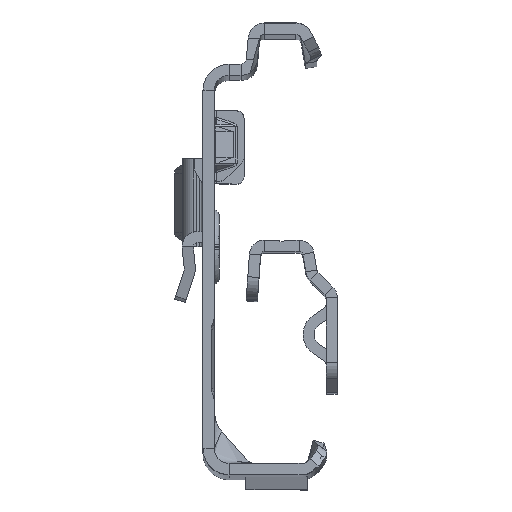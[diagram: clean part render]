
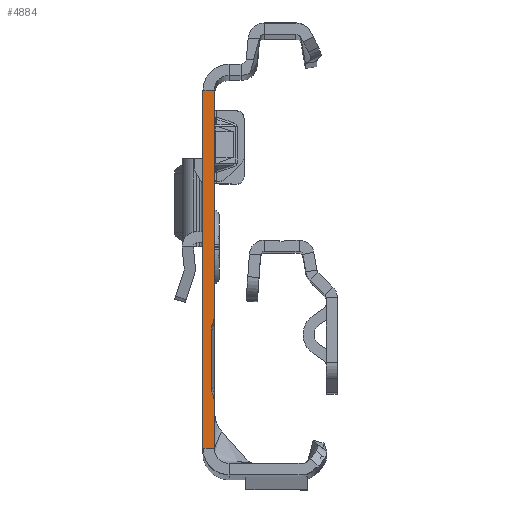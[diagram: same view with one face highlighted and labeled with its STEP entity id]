
A CAD part, top view. The second image highlights one B-rep face of the part: STEP entity #4884.
In plain terms, the highlighted planar face has unit normal (0, 0, 1).
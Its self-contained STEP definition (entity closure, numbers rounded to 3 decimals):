
#160 = VECTOR ( 'NONE', #733, 1000. ) ;
#733 = DIRECTION ( 'NONE',  ( -1., 0., 0. ) ) ;
#823 = CARTESIAN_POINT ( 'NONE',  ( -0.306, -9.443, 0. ) ) ;
#1213 = LINE ( 'NONE', #15762, #14371 ) ;
#1829 = AXIS2_PLACEMENT_3D ( 'NONE', #22119, #20069, #9719 ) ;
#2132 = VERTEX_POINT ( 'NONE', #2901 ) ;
#2235 = CARTESIAN_POINT ( 'NONE',  ( -0.234, -18.442, 0. ) ) ;
#2277 = AXIS2_PLACEMENT_3D ( 'NONE', #23318, #4676, #12985 ) ;
#2323 = CARTESIAN_POINT ( 'NONE',  ( 0., 22.135, 0. ) ) ;
#2339 = DIRECTION ( 'NONE',  ( 0., 0., -1. ) ) ;
#2426 = ORIENTED_EDGE ( 'NONE', *, *, #18898, .T. ) ;
#2449 = LINE ( 'NONE', #8571, #7634 ) ;
#2451 = VERTEX_POINT ( 'NONE', #2323 ) ;
#2612 = ORIENTED_EDGE ( 'NONE', *, *, #18091, .F. ) ;
#2688 = AXIS2_PLACEMENT_3D ( 'NONE', #4376, #2339, #10638 ) ;
#2808 = VECTOR ( 'NONE', #25376, 1000. ) ;
#2901 = CARTESIAN_POINT ( 'NONE',  ( 0., -8.231, 0. ) ) ;
#2910 = VERTEX_POINT ( 'NONE', #17670 ) ;
#3212 = CARTESIAN_POINT ( 'NONE',  ( -1.5, -25.865, 0. ) ) ;
#3251 = DIRECTION ( 'NONE',  ( 0., -1., 0. ) ) ;
#3927 = LINE ( 'NONE', #6728, #2808 ) ;
#4376 = CARTESIAN_POINT ( 'NONE',  ( -2.5, -19.499, 0. ) ) ;
#4545 = LINE ( 'NONE', #2235, #15345 ) ;
#4676 = DIRECTION ( 'NONE',  ( 0., 0., 1. ) ) ;
#4871 = CIRCLE ( 'NONE', #2277, 1. ) ;
#4884 = ADVANCED_FACE ( 'NONE', ( #17509 ), #19540, .T. ) ;
#4927 = VERTEX_POINT ( 'NONE', #26478 ) ;
#5079 = ORIENTED_EDGE ( 'NONE', *, *, #18130, .F. ) ;
#5081 = VERTEX_POINT ( 'NONE', #3212 ) ;
#5243 = EDGE_CURVE ( 'NONE', #13090, #4927, #4871, .T. ) ;
#5280 = CARTESIAN_POINT ( 'NONE',  ( -0.234, -9.288, 0. ) ) ;
#5751 = CIRCLE ( 'NONE', #2688, 2.5 ) ;
#6087 = VERTEX_POINT ( 'NONE', #14363 ) ;
#6197 = AXIS2_PLACEMENT_3D ( 'NONE', #7291, #23890, #15175 ) ;
#6414 = EDGE_CURVE ( 'NONE', #23276, #7364, #26155, .T. ) ;
#6452 = CARTESIAN_POINT ( 'NONE',  ( 0., -19.499, 0. ) ) ;
#6680 = DIRECTION ( 'NONE',  ( 0., 0., -1. ) ) ;
#6728 = CARTESIAN_POINT ( 'NONE',  ( -0.4, -9.865, 0. ) ) ;
#7291 = CARTESIAN_POINT ( 'NONE',  ( -1.5, 24.135, 0. ) ) ;
#7364 = VERTEX_POINT ( 'NONE', #21844 ) ;
#7634 = VECTOR ( 'NONE', #12669, 1000. ) ;
#7763 = ORIENTED_EDGE ( 'NONE', *, *, #23181, .F. ) ;
#7931 = AXIS2_PLACEMENT_3D ( 'NONE', #8983, #6680, #10764 ) ;
#7952 = EDGE_CURVE ( 'NONE', #7364, #6087, #4545, .T. ) ;
#8571 = CARTESIAN_POINT ( 'NONE',  ( 0., 24.135, 0. ) ) ;
#8983 = CARTESIAN_POINT ( 'NONE',  ( -2.5, -8.231, 0. ) ) ;
#9149 = EDGE_CURVE ( 'NONE', #4927, #23276, #3927, .T. ) ;
#9467 = VECTOR ( 'NONE', #25546, 1000. ) ;
#9546 = DIRECTION ( 'NONE',  ( 0., -1., 0. ) ) ;
#9719 = DIRECTION ( 'NONE',  ( 1., 0., 0. ) ) ;
#10563 = CARTESIAN_POINT ( 'NONE',  ( 0., 22.135, 0. ) ) ;
#10638 = DIRECTION ( 'NONE',  ( 1., 0., 0. ) ) ;
#10764 = DIRECTION ( 'NONE',  ( -1., 0., 0. ) ) ;
#10990 = LINE ( 'NONE', #19297, #9467 ) ;
#11799 = EDGE_LOOP ( 'NONE', ( #2612, #25254, #2426, #15131, #18204, #7763, #5079, #13368, #26403, #14193, #21981, #20700 ) ) ;
#11872 = CARTESIAN_POINT ( 'NONE',  ( 0., 24.135, 0. ) ) ;
#12669 = DIRECTION ( 'NONE',  ( 0., -1., 0. ) ) ;
#12749 = EDGE_CURVE ( 'NONE', #2451, #2132, #26432, .T. ) ;
#12985 = DIRECTION ( 'NONE',  ( -1., 0., 0. ) ) ;
#13090 = VERTEX_POINT ( 'NONE', #823 ) ;
#13368 = ORIENTED_EDGE ( 'NONE', *, *, #7952, .F. ) ;
#13547 = EDGE_CURVE ( 'NONE', #24596, #13090, #10990, .T. ) ;
#14193 = ORIENTED_EDGE ( 'NONE', *, *, #9149, .F. ) ;
#14363 = CARTESIAN_POINT ( 'NONE',  ( -0.234, -18.442, 0. ) ) ;
#14371 = VECTOR ( 'NONE', #3251, 1000. ) ;
#14905 = DIRECTION ( 'NONE',  ( -1., 0., 0. ) ) ;
#15131 = ORIENTED_EDGE ( 'NONE', *, *, #16808, .T. ) ;
#15175 = DIRECTION ( 'NONE',  ( 0., -1., 0. ) ) ;
#15345 = VECTOR ( 'NONE', #22927, 1000. ) ;
#15762 = CARTESIAN_POINT ( 'NONE',  ( -1.5, 24.135, 0. ) ) ;
#16273 = CARTESIAN_POINT ( 'NONE',  ( 0., -25.865, 0. ) ) ;
#16808 = EDGE_CURVE ( 'NONE', #17495, #5081, #1213, .T. ) ;
#17495 = VERTEX_POINT ( 'NONE', #24878 ) ;
#17509 = FACE_OUTER_BOUND ( 'NONE', #11799, .T. ) ;
#17670 = CARTESIAN_POINT ( 'NONE',  ( 0., -25.865, 0. ) ) ;
#17959 = VECTOR ( 'NONE', #14905, 1000. ) ;
#18091 = EDGE_CURVE ( 'NONE', #2132, #24596, #18784, .T. ) ;
#18130 = EDGE_CURVE ( 'NONE', #6087, #26161, #5751, .T. ) ;
#18204 = ORIENTED_EDGE ( 'NONE', *, *, #21139, .F. ) ;
#18309 = LINE ( 'NONE', #16273, #160 ) ;
#18784 = CIRCLE ( 'NONE', #7931, 2.5 ) ;
#18898 = EDGE_CURVE ( 'NONE', #2451, #17495, #20775, .T. ) ;
#19297 = CARTESIAN_POINT ( 'NONE',  ( -0.234, -9.288, 0. ) ) ;
#19540 = PLANE ( 'NONE',  #6197 ) ;
#19995 = CARTESIAN_POINT ( 'NONE',  ( -0.4, -17.865, 0. ) ) ;
#20069 = DIRECTION ( 'NONE',  ( 0., 0., 1. ) ) ;
#20700 = ORIENTED_EDGE ( 'NONE', *, *, #13547, .F. ) ;
#20775 = LINE ( 'NONE', #10563, #17959 ) ;
#21139 = EDGE_CURVE ( 'NONE', #2910, #5081, #18309, .T. ) ;
#21844 = CARTESIAN_POINT ( 'NONE',  ( -0.306, -18.288, 0. ) ) ;
#21981 = ORIENTED_EDGE ( 'NONE', *, *, #5243, .F. ) ;
#22119 = CARTESIAN_POINT ( 'NONE',  ( 0.6, -17.865, 0. ) ) ;
#22927 = DIRECTION ( 'NONE',  ( 0.423, -0.906, 0. ) ) ;
#23181 = EDGE_CURVE ( 'NONE', #26161, #2910, #2449, .T. ) ;
#23276 = VERTEX_POINT ( 'NONE', #19995 ) ;
#23318 = CARTESIAN_POINT ( 'NONE',  ( 0.6, -9.865, 0. ) ) ;
#23890 = DIRECTION ( 'NONE',  ( 0., 0., 1. ) ) ;
#24596 = VERTEX_POINT ( 'NONE', #5280 ) ;
#24878 = CARTESIAN_POINT ( 'NONE',  ( -1.5, 22.135, 0. ) ) ;
#25155 = VECTOR ( 'NONE', #9546, 1000. ) ;
#25254 = ORIENTED_EDGE ( 'NONE', *, *, #12749, .F. ) ;
#25376 = DIRECTION ( 'NONE',  ( 0., -1., 0. ) ) ;
#25546 = DIRECTION ( 'NONE',  ( -0.423, -0.906, 0. ) ) ;
#26155 = CIRCLE ( 'NONE', #1829, 1. ) ;
#26161 = VERTEX_POINT ( 'NONE', #6452 ) ;
#26403 = ORIENTED_EDGE ( 'NONE', *, *, #6414, .F. ) ;
#26432 = LINE ( 'NONE', #11872, #25155 ) ;
#26478 = CARTESIAN_POINT ( 'NONE',  ( -0.4, -9.865, 0. ) ) ;
